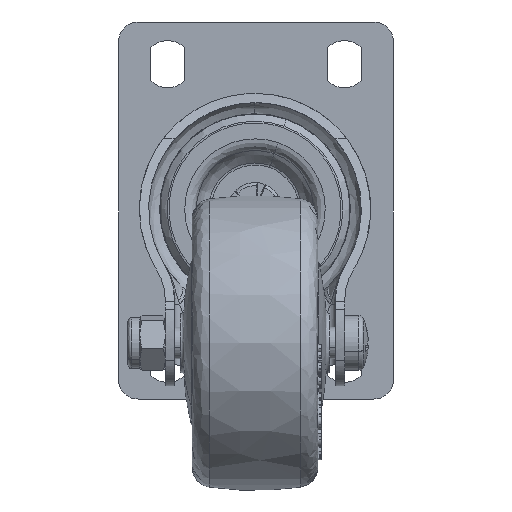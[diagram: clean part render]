
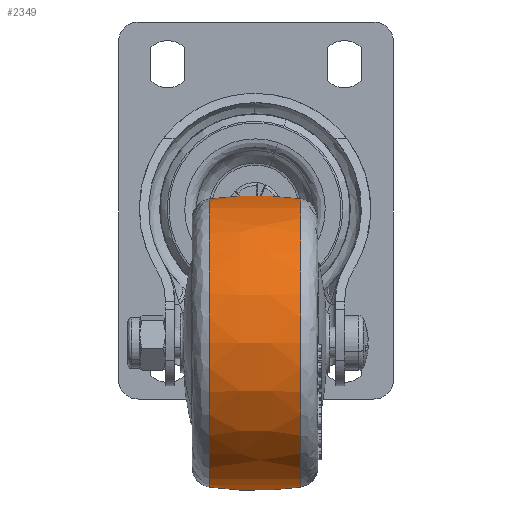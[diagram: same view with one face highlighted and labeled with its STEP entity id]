
A CAD part, front view. The second image highlights one B-rep face of the part: STEP entity #2349.
In plain terms, the highlighted free-form (B-spline) face has degree [3, 3] with [4, 4] control points.
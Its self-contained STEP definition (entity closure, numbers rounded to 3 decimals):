
#348 = CARTESIAN_POINT ( 'NONE',  ( -3.917, -146.034, -71.881 ) ) ;
#427 = CARTESIAN_POINT ( 'NONE',  ( -11.678, -70.5, -70.818 ) ) ;
#546 = ORIENTED_EDGE ( 'NONE', *, *, #20863, .T. ) ;
#1412 = CARTESIAN_POINT ( 'NONE',  ( 11.678, -70.5, -70.818 ) ) ;
#1469 = ORIENTED_EDGE ( 'NONE', *, *, #5404, .T. ) ;
#1984 = DIRECTION ( 'NONE',  ( 0., 0., -1. ) ) ;
#2299 = AXIS2_PLACEMENT_3D ( 'NONE', #12814, #16159, #2893 ) ;
#2349 = ADVANCED_FACE ( 'NONE', ( #12521 ), #16048, .T. ) ;
#2893 = DIRECTION ( 'NONE',  ( 0., 0., -1. ) ) ;
#3223 = CIRCLE ( 'NONE', #9024, 86.083 ) ;
#3565 = CARTESIAN_POINT ( 'NONE',  ( 11.678, -70.5, 2.59 ) ) ;
#3634 = CARTESIAN_POINT ( 'NONE',  ( 3.917, -146.034, 3.653 ) ) ;
#4547 = DIRECTION ( 'NONE',  ( 0., 1., 0. ) ) ;
#4686 = AXIS2_PLACEMENT_3D ( 'NONE', #13400, #11943, #1984 ) ;
#5404 = EDGE_CURVE ( 'NONE', #13366, #14552, #3223, .T. ) ;
#6607 = AXIS2_PLACEMENT_3D ( 'NONE', #17871, #4547, #10929 ) ;
#6804 = CARTESIAN_POINT ( 'NONE',  ( 3.917, -70.5, -71.881 ) ) ;
#8534 = CARTESIAN_POINT ( 'NONE',  ( 11.678, -143.908, -70.818 ) ) ;
#8546 = CARTESIAN_POINT ( 'NONE',  ( 0., -70.5, 14.469 ) ) ;
#8816 = EDGE_CURVE ( 'NONE', #13025, #13366, #16382, .T. ) ;
#9024 = AXIS2_PLACEMENT_3D ( 'NONE', #8546, #20193, #10197 ) ;
#9311 = VERTEX_POINT ( 'NONE', #11964 ) ;
#9463 = EDGE_CURVE ( 'NONE', #13025, #9311, #11922, .T. ) ;
#10197 = DIRECTION ( 'NONE',  ( 0., 0., -1. ) ) ;
#10333 = CARTESIAN_POINT ( 'NONE',  ( 11.678, -143.908, 2.59 ) ) ;
#10917 = CARTESIAN_POINT ( 'NONE',  ( -11.678, -70.5, -70.818 ) ) ;
#10929 = DIRECTION ( 'NONE',  ( 0., 0., 1. ) ) ;
#11922 = CIRCLE ( 'NONE', #6607, 86.083 ) ;
#11943 = DIRECTION ( 'NONE',  ( -1., 0., 0. ) ) ;
#11964 = CARTESIAN_POINT ( 'NONE',  ( 11.678, -70.5, 2.59 ) ) ;
#12521 = FACE_OUTER_BOUND ( 'NONE', #12807, .T. ) ;
#12807 = EDGE_LOOP ( 'NONE', ( #18151, #17142, #1469, #546 ) ) ;
#12814 = CARTESIAN_POINT ( 'NONE',  ( -11.678, -70.5, -34.114 ) ) ;
#13025 = VERTEX_POINT ( 'NONE', #21335 ) ;
#13366 = VERTEX_POINT ( 'NONE', #10917 ) ;
#13400 = CARTESIAN_POINT ( 'NONE',  ( 11.678, -70.5, -34.114 ) ) ;
#13449 = CARTESIAN_POINT ( 'NONE',  ( -11.678, -70.5, 2.59 ) ) ;
#13516 = CARTESIAN_POINT ( 'NONE',  ( -11.678, -143.908, -70.818 ) ) ;
#14552 = VERTEX_POINT ( 'NONE', #1412 ) ;
#15064 = CARTESIAN_POINT ( 'NONE',  ( -3.917, -146.034, 3.653 ) ) ;
#16048 =( BOUNDED_SURFACE ( )  B_SPLINE_SURFACE ( 3, 3, ( 
 ( #427, #13516, #18420, #13449 ),
 ( #16948, #348, #15064, #18637 ),
 ( #6804, #20401, #3634, #20320 ),
 ( #16814, #8534, #10333, #3565 ) ),
 .UNSPECIFIED., .F., .F., .F. ) 
 B_SPLINE_SURFACE_WITH_KNOTS ( ( 4, 4 ),
 ( 4, 4 ),
 ( 0., 1. ),
 ( 0., 1. ),
 .UNSPECIFIED. ) 
 GEOMETRIC_REPRESENTATION_ITEM ( )  RATIONAL_B_SPLINE_SURFACE ( (
 ( 1., 0.333, 0.333, 1.),
 ( 0.994, 0.331, 0.331, 0.994),
 ( 0.994, 0.331, 0.331, 0.994),
 ( 1., 0.333, 0.333, 1.) ) ) 
 REPRESENTATION_ITEM ( '' )  SURFACE ( )  );
#16159 = DIRECTION ( 'NONE',  ( 1., 0., 0. ) ) ;
#16382 = CIRCLE ( 'NONE', #2299, 36.704 ) ;
#16814 = CARTESIAN_POINT ( 'NONE',  ( 11.678, -70.5, -70.818 ) ) ;
#16948 = CARTESIAN_POINT ( 'NONE',  ( -3.917, -70.5, -71.881 ) ) ;
#17142 = ORIENTED_EDGE ( 'NONE', *, *, #8816, .T. ) ;
#17871 = CARTESIAN_POINT ( 'NONE',  ( 0., -70.5, -82.697 ) ) ;
#18151 = ORIENTED_EDGE ( 'NONE', *, *, #9463, .F. ) ;
#18420 = CARTESIAN_POINT ( 'NONE',  ( -11.678, -143.908, 2.59 ) ) ;
#18637 = CARTESIAN_POINT ( 'NONE',  ( -3.917, -70.5, 3.653 ) ) ;
#19804 = CIRCLE ( 'NONE', #4686, 36.704 ) ;
#20193 = DIRECTION ( 'NONE',  ( 0., -1., 0. ) ) ;
#20320 = CARTESIAN_POINT ( 'NONE',  ( 3.917, -70.5, 3.653 ) ) ;
#20401 = CARTESIAN_POINT ( 'NONE',  ( 3.917, -146.034, -71.881 ) ) ;
#20863 = EDGE_CURVE ( 'NONE', #14552, #9311, #19804, .T. ) ;
#21335 = CARTESIAN_POINT ( 'NONE',  ( -11.678, -70.5, 2.59 ) ) ;
